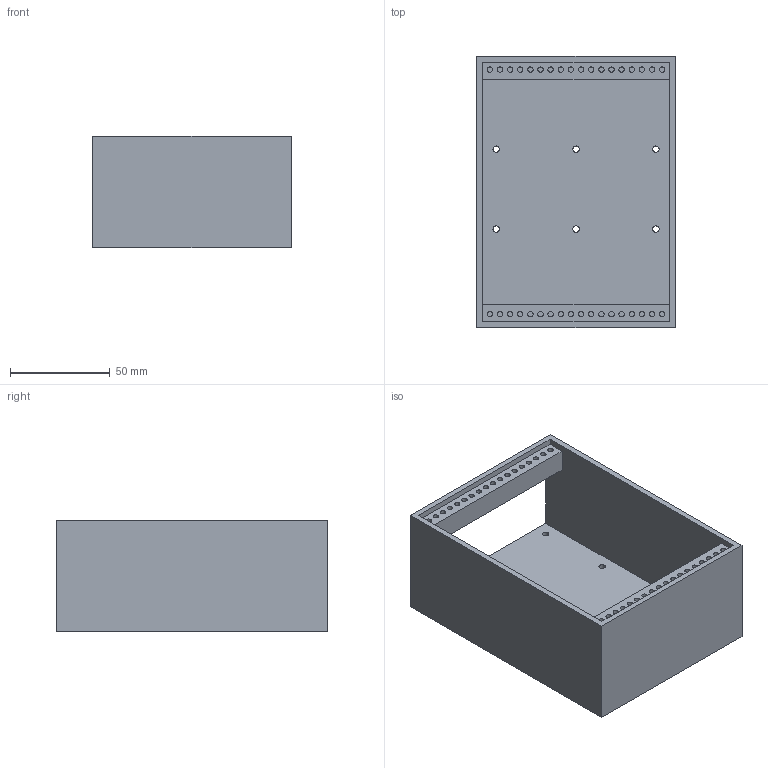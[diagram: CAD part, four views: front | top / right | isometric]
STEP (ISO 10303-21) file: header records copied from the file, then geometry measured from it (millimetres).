
FILE_DESCRIPTION(('HOOPS Exchange Step'),'2;1');
FILE_NAME('tiny-case-18hp.stp','2023-08-24T22:46:27+08:00',('biti'),('Unknown organisation'),'HOOPS Exchange 2023.1','HOOPS Exchange','Unknown authorisation');
FILE_SCHEMA( ('AP203_CONFIGURATION_CONTROLLED_3D_DESIGN_OF_MECHANICAL_PARTS_AND_ASSEMBLIES_MIM_LF') );
Length unit declared in the file: millimetre
Products named in the file (1): rack
Bounding box: 99.18 x 136 x 56 mm (x, y, z)
Volume: 127026.6 mm3; surface area: 77213.7 mm2
Topology: 1 solids, 1 shells, 111 faces, 295 edges, 226 vertices
Faces by surface type: plane 59, cylinder 52
Full cylindrical faces by diameter (mm): 2.7 x36, 3.2 x12, 13 x4
Entity records: 3754 total; most frequent: DIRECTION 711, CARTESIAN_POINT 633, ORIENTED_EDGE 590, AXIS2_PLACEMENT_3D 304, EDGE_CURVE 295, VERTEX_POINT 226, CIRCLE 192, EDGE_LOOP 177
